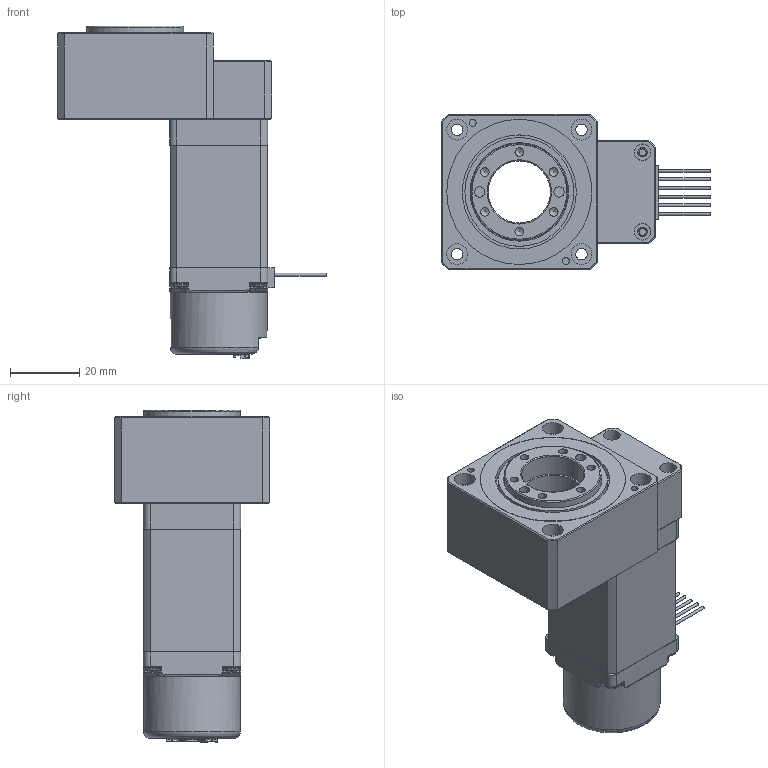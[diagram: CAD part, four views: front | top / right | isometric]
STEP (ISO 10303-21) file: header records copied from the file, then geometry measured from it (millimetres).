
FILE_DESCRIPTION( ( '' ), '1' );
FILE_NAME( 'GT45-AO6L _VerA.stp', '2020-01-16T02:16:51', ( 'Dimamotor' ), ( 'Dimamotor' ), 'PSStep 17.0.49', ' ', ' ' );
FILE_SCHEMA( ( 'AUTOMOTIVE_DESIGN { 1 0 10303 214 1 1 1 1 }' ) );
Length unit declared in the file: millimetre
Products named in the file (10): MS225-09AO6; Screw_ANSI_B18.6.3_09F_UNF_No3x1_v12.00; 步進MS22_上蓋; 步進MS225_定子; 步進MS22_?軸下蓋; 外殼D; Assem1; 4B00_VerB2; 4P00
Assembly tree (12 placements, depth 3):
  Assem1
    4B00_VerB2
    4P00
    MS225-09AO6
      Screw_ANSI_B18.6.3_09F_UNF_No3x1_v12.00  x4
      步進MS22_上蓋
      步進MS225_定子
      步進MS22_?軸下蓋
      外殼D
      外殼D
Bounding box: 77.8 x 45 x 96.06 mm (x, y, z)
Volume: 92038.2 mm3; surface area: 35862 mm2
Topology: 11 solids, 12 shells, 1536 faces, 4284 edges, 2798 vertices
Faces by surface type: plane 1079, cylinder 400, cone 37, torus 13, sphere 6, bspline 1
Full cylindrical faces by diameter (mm): 0.9 x6, 2 x4, 2.05 x4, 2.5 x8, 2.515 x8, 2.6 x3, 2.7 x6, 3 x5, 3.3 x4, 4.5 x2, 4.8 x2, 5 x2, 6 x9, 7 x1, 7.5 x1, 8 x2, 10 x4, 11 x1, 18 x2, 20 x1, 22 x2, 25 x2, 28 x2, 28.5 x1, 31.5 x1, 33 x1, 42 x1
Entity records: 58041 total; most frequent: CARTESIAN_POINT 8471, ORIENTED_EDGE 7858, DIRECTION 7621, EDGE_CURVE 3929, LINE 3115, VECTOR 3115, VERTEX_POINT 2627, AXIS2_PLACEMENT_3D 2253
